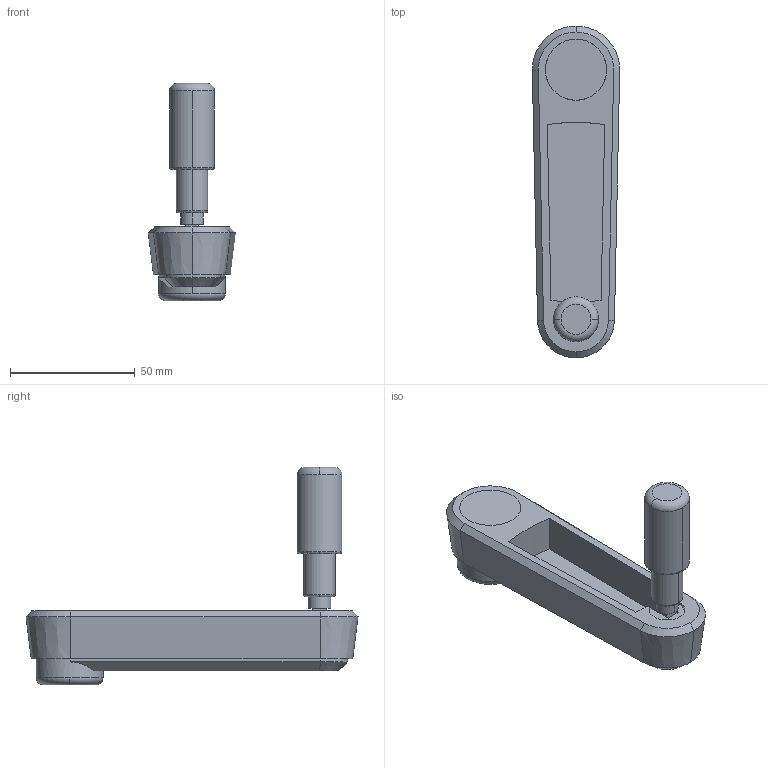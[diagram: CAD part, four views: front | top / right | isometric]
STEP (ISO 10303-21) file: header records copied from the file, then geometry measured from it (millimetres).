
FILE_DESCRIPTION(('STEP AP214'),'1');
FILE_NAME('HALDERN_EH_24331_0510.stp','2020-02-28T09:40:39',('TraceParts'),('TraceParts S.A.'),'Spatial InterOp 3D',' ',' ');
FILE_SCHEMA(('AUTOMOTIVE_DESIGN { 1 0 10303 214 1 1 1 1 }'));
Length unit declared in the file: millimetre
Products named in the file (1): HALDERN_EH_24331_0510_1
Bounding box: 34.99 x 132.91 x 87 mm (x, y, z)
Volume: 73843.3 mm3; surface area: 24486 mm2
Topology: 3 solids, 3 shells, 94 faces, 227 edges, 149 vertices
Faces by surface type: plane 46, cylinder 28, cone 10, torus 10
Entity records: 3566 total; most frequent: DIRECTION 531, CARTESIAN_POINT 475, ORIENTED_EDGE 454, EDGE_CURVE 227, AXIS2_PLACEMENT_3D 208, VERTEX_POINT 149, LINE 115, VECTOR 115
